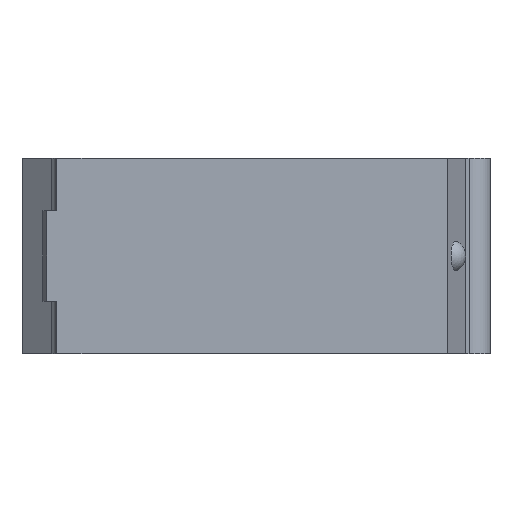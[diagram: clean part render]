
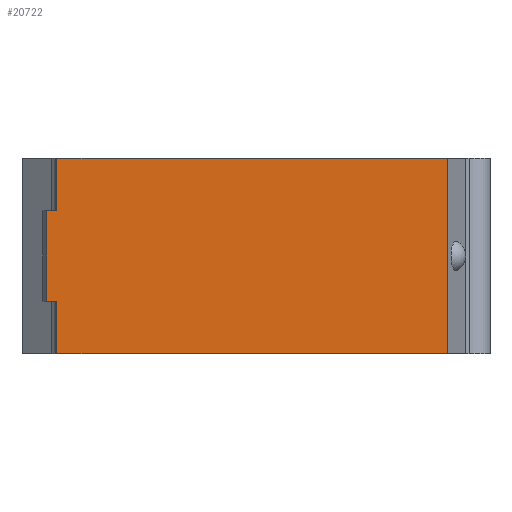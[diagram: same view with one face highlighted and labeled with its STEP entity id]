
A CAD part, front view. The second image highlights one B-rep face of the part: STEP entity #20722.
In plain terms, the highlighted planar face has unit normal (0, -1, 0).
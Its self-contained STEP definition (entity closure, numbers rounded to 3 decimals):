
#1389=DIRECTION('',(1.,0.,0.));
#1390=VECTOR('',#1389,27.9);
#1391=CARTESIAN_POINT('',(-14.3,0.,-7.));
#1392=LINE('',#1391,#1390);
#1422=DIRECTION('',(0.,0.,1.));
#1423=VECTOR('',#1422,14.);
#1424=CARTESIAN_POINT('',(13.6,0.,-7.));
#1425=LINE('',#1424,#1423);
#1477=DIRECTION('',(1.,0.,0.));
#1478=VECTOR('',#1477,27.9);
#1479=CARTESIAN_POINT('',(-14.3,0.,7.));
#1480=LINE('',#1479,#1478);
#1628=DIRECTION('',(0.,0.,1.));
#1629=VECTOR('',#1628,3.75);
#1630=CARTESIAN_POINT('',(-14.3,0.,-7.));
#1631=LINE('',#1630,#1629);
#1632=DIRECTION('',(0.,0.,1.));
#1633=VECTOR('',#1632,6.5);
#1634=CARTESIAN_POINT('',(-15.032,0.,-3.25));
#1635=LINE('',#1634,#1633);
#1636=DIRECTION('',(0.,0.,1.));
#1637=VECTOR('',#1636,3.75);
#1638=CARTESIAN_POINT('',(-14.3,0.,3.25));
#1639=LINE('',#1638,#1637);
#1668=DIRECTION('',(1.,0.,0.));
#1669=VECTOR('',#1668,0.732);
#1670=CARTESIAN_POINT('',(-15.032,0.,-3.25));
#1671=LINE('',#1670,#1669);
#1672=DIRECTION('',(1.,0.,0.));
#1673=VECTOR('',#1672,0.732);
#1674=CARTESIAN_POINT('',(-15.032,0.,3.25));
#1675=LINE('',#1674,#1673);
#15904=CARTESIAN_POINT('',(13.6,0.,-7.));
#15906=VERTEX_POINT('',#15904);
#15976=CARTESIAN_POINT('',(-14.3,0.,-7.));
#15977=VERTEX_POINT('',#15976);
#15978=CARTESIAN_POINT('',(13.6,0.,7.));
#15980=VERTEX_POINT('',#15978);
#16050=CARTESIAN_POINT('',(-14.3,0.,7.));
#16051=VERTEX_POINT('',#16050);
#16056=CARTESIAN_POINT('',(-15.032,0.,-3.25));
#16057=VERTEX_POINT('',#16056);
#16062=CARTESIAN_POINT('',(-15.032,0.,3.25));
#16063=VERTEX_POINT('',#16062);
#16064=CARTESIAN_POINT('',(-14.3,0.,-3.25));
#16066=VERTEX_POINT('',#16064);
#16068=CARTESIAN_POINT('',(-14.3,0.,3.25));
#16070=VERTEX_POINT('',#16068);
#20702=CARTESIAN_POINT('',(-14.3,0.,-7.));
#20703=DIRECTION('',(0.,-1.,0.));
#20704=DIRECTION('',(1.,0.,0.));
#20705=AXIS2_PLACEMENT_3D('',#20702,#20703,#20704);
#20706=PLANE('',#20705);
#20708=ORIENTED_EDGE('',*,*,#20707,.T.);
#20710=ORIENTED_EDGE('',*,*,#20709,.F.);
#20712=ORIENTED_EDGE('',*,*,#20711,.T.);
#20714=ORIENTED_EDGE('',*,*,#20713,.T.);
#20716=ORIENTED_EDGE('',*,*,#20715,.T.);
#20717=ORIENTED_EDGE('',*,*,#20629,.T.);
#20718=ORIENTED_EDGE('',*,*,#20573,.F.);
#20719=ORIENTED_EDGE('',*,*,#20556,.F.);
#20720=EDGE_LOOP('',(#20708,#20710,#20712,#20714,#20716,#20717,#20718,#20719));
#20721=FACE_OUTER_BOUND('',#20720,.F.);
#20722=ADVANCED_FACE('',(#20721),#20706,.T.);
#20556=EDGE_CURVE('',#15977,#15906,#1392,.T.);
#20573=EDGE_CURVE('',#15906,#15980,#1425,.T.);
#20629=EDGE_CURVE('',#16051,#15980,#1480,.T.);
#20707=EDGE_CURVE('',#15977,#16066,#1631,.T.);
#20709=EDGE_CURVE('',#16057,#16066,#1671,.T.);
#20711=EDGE_CURVE('',#16057,#16063,#1635,.T.);
#20713=EDGE_CURVE('',#16063,#16070,#1675,.T.);
#20715=EDGE_CURVE('',#16070,#16051,#1639,.T.);
